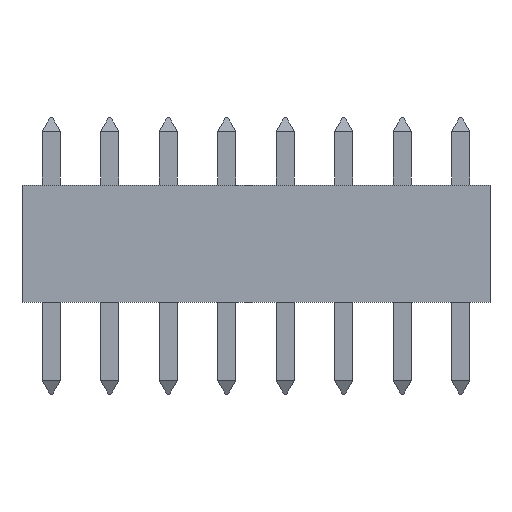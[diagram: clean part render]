
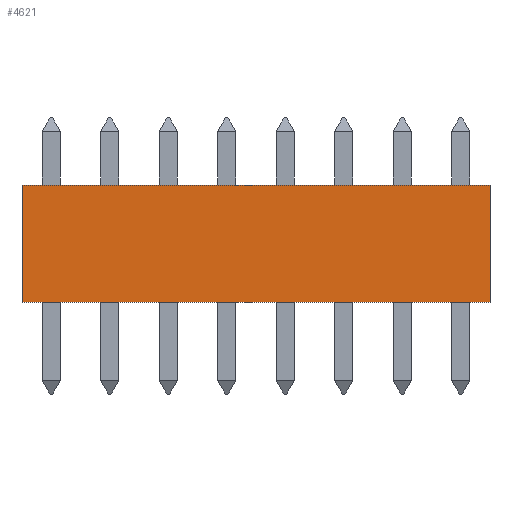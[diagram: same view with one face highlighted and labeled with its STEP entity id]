
A CAD part, front view. The second image highlights one B-rep face of the part: STEP entity #4621.
In plain terms, the highlighted planar face has unit normal (0, -1, 0).
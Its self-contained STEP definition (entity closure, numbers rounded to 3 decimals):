
#4498 = CARTESIAN_POINT ( 'NONE',  ( 9.525, -1.05, 0. ) ) ;
#4499 = VERTEX_POINT ( 'NONE', #4498 ) ;
#4516 = CARTESIAN_POINT ( 'NONE',  ( 9.525, -1.05, 2.54 ) ) ;
#4517 = VERTEX_POINT ( 'NONE', #4516 ) ;
#4524 = CARTESIAN_POINT ( 'NONE',  ( 9.525, -1.05, 2.54 ) ) ;
#4525 = DIRECTION ( 'NONE',  ( 0., 0., -1. ) ) ;
#4526 = VECTOR ( 'NONE', #4525, 1000. ) ;
#4527 = LINE ( 'NONE', #4524, #4526 ) ;
#4528 = EDGE_CURVE ( 'NONE', #4517, #4499, #4527, .T. ) ;
#4569 = CARTESIAN_POINT ( 'NONE',  ( -0.635, -1.05, 0. ) ) ;
#4570 = VERTEX_POINT ( 'NONE', #4569 ) ;
#4577 = CARTESIAN_POINT ( 'NONE',  ( -0.635, -1.05, 2.54 ) ) ;
#4578 = VERTEX_POINT ( 'NONE', #4577 ) ;
#4579 = CARTESIAN_POINT ( 'NONE',  ( -0.635, -1.05, 2.54 ) ) ;
#4580 = DIRECTION ( 'NONE',  ( 0., 0., -1. ) ) ;
#4581 = VECTOR ( 'NONE', #4580, 1000. ) ;
#4582 = LINE ( 'NONE', #4579, #4581 ) ;
#4583 = EDGE_CURVE ( 'NONE', #4578, #4570, #4582, .T. ) ;
#4600 = CARTESIAN_POINT ( 'NONE',  ( -0.635, -1.05, 0. ) ) ;
#4601 = DIRECTION ( 'NONE',  ( 1., 0., 0. ) ) ;
#4602 = VECTOR ( 'NONE', #4601, 1000. ) ;
#4603 = LINE ( 'NONE', #4600, #4602 ) ;
#4604 = EDGE_CURVE ( 'NONE', #4570, #4499, #4603, .T. ) ;
#4605 = ORIENTED_EDGE ( 'NONE', *, *, #4604, .T. ) ;
#4606 = ORIENTED_EDGE ( 'NONE', *, *, #4528, .F. ) ;
#4607 = CARTESIAN_POINT ( 'NONE',  ( -0.635, -1.05, 2.54 ) ) ;
#4608 = DIRECTION ( 'NONE',  ( 1., 0., 0. ) ) ;
#4609 = VECTOR ( 'NONE', #4608, 1000. ) ;
#4610 = LINE ( 'NONE', #4607, #4609 ) ;
#4611 = EDGE_CURVE ( 'NONE', #4578, #4517, #4610, .T. ) ;
#4612 = ORIENTED_EDGE ( 'NONE', *, *, #4611, .F. ) ;
#4613 = ORIENTED_EDGE ( 'NONE', *, *, #4583, .T. ) ;
#4614 = EDGE_LOOP ( 'NONE', ( #4605, #4606, #4612, #4613 ) ) ;
#4615 = FACE_OUTER_BOUND ( 'NONE', #4614, .T. ) ;
#4616 = CARTESIAN_POINT ( 'NONE',  ( -0.635, -1.05, 2.54 ) ) ;
#4617 = DIRECTION ( 'NONE',  ( 0., 1., 0. ) ) ;
#4618 = DIRECTION ( 'NONE',  ( -1., 0., 0. ) ) ;
#4619 = AXIS2_PLACEMENT_3D ( 'NONE', #4616, #4617, #4618 ) ;
#4620 = PLANE ( 'NONE', #4619 ) ;
#4621 = ADVANCED_FACE ( 'NONE', ( #4615 ), #4620, .F. ) ;
